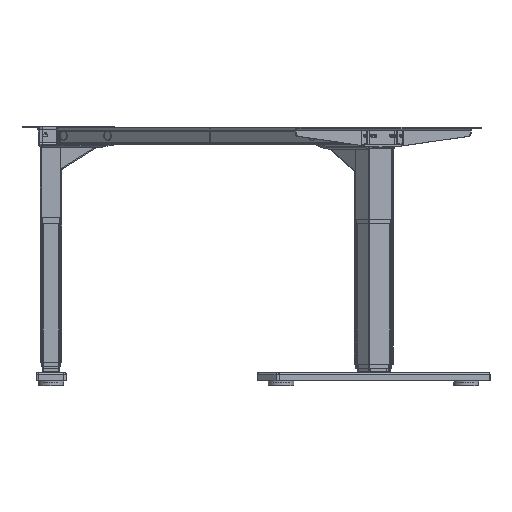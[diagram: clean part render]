
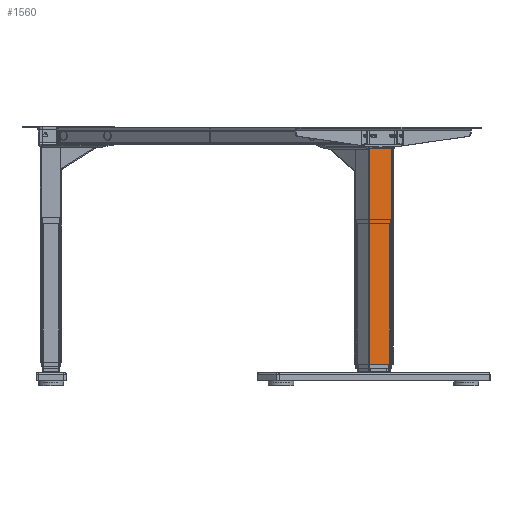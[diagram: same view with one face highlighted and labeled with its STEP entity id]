
A CAD part, left-side view. The second image highlights one B-rep face of the part: STEP entity #1560.
In plain terms, the highlighted face is planar.
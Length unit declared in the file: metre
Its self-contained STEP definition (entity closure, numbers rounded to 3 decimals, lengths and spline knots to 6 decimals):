
#1560 = ADVANCED_FACE( '', ( #2941 ), #2942, .F. );
#2941 = FACE_OUTER_BOUND( '', #4374, .T. );
#2942 = PLANE( '', #4375 );
#4374 = EDGE_LOOP( '', ( #6580, #6581, #6582, #6583 ) );
#4375 = AXIS2_PLACEMENT_3D( '', #6584, #6585, #6586 );
#6580 = ORIENTED_EDGE( '', *, *, #8996, .F. );
#6581 = ORIENTED_EDGE( '', *, *, #8667, .T. );
#6582 = ORIENTED_EDGE( '', *, *, #8997, .T. );
#6583 = ORIENTED_EDGE( '', *, *, #8745, .T. );
#6584 = CARTESIAN_POINT( '', ( -0.08525, 0., 0.548063 ) );
#6585 = DIRECTION( '', ( 1., 0., 0. ) );
#6586 = DIRECTION( '', ( 0., 1., 0. ) );
#8667 = EDGE_CURVE( '', #10227, #10231, #10233, .T. );
#8745 = EDGE_CURVE( '', #10363, #10360, #10364, .F. );
#8996 = EDGE_CURVE( '', #10227, #10360, #10721, .T. );
#8997 = EDGE_CURVE( '', #10231, #10363, #10722, .F. );
#10227 = VERTEX_POINT( '', #12279 );
#10231 = VERTEX_POINT( '', #12284 );
#10233 = LINE( '', #12301, #12302 );
#10360 = VERTEX_POINT( '', #12464 );
#10363 = VERTEX_POINT( '', #12467 );
#10364 = LINE( '', #12468, #12469 );
#10721 = LINE( '', #12953, #12954 );
#10722 = LINE( '', #12955, #12956 );
#12279 = CARTESIAN_POINT( '', ( -0.08525, 0.03825, 0.548063 ) );
#12284 = CARTESIAN_POINT( '', ( -0.08525, 0.03825, 0.046362 ) );
#12301 = CARTESIAN_POINT( '', ( -0.08525, 0.03825, 0.048 ) );
#12302 = VECTOR( '', #14253, 1. );
#12464 = CARTESIAN_POINT( '', ( -0.08525, -0.03825, 0.548063 ) );
#12467 = CARTESIAN_POINT( '', ( -0.08525, -0.03825, 0.046362 ) );
#12468 = CARTESIAN_POINT( '', ( -0.08525, -0.03825, 0.548063 ) );
#12469 = VECTOR( '', #14373, 1. );
#12953 = CARTESIAN_POINT( '', ( -0.08525, 0., 0.548063 ) );
#12954 = VECTOR( '', #14684, 1. );
#12955 = CARTESIAN_POINT( '', ( -0.08525, 0.03825, 0.046362 ) );
#12956 = VECTOR( '', #14685, 1. );
#14253 = DIRECTION( '', ( 0., 0., -1. ) );
#14373 = DIRECTION( '', ( 0., 0., -1. ) );
#14684 = DIRECTION( '', ( 0., -1., 0. ) );
#14685 = DIRECTION( '', ( 0., 1., 0. ) );
